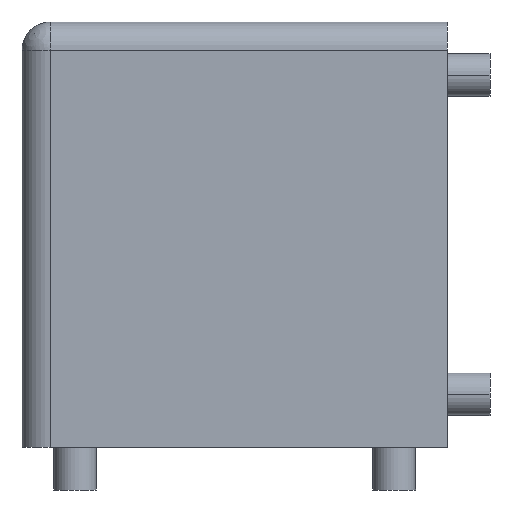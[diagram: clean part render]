
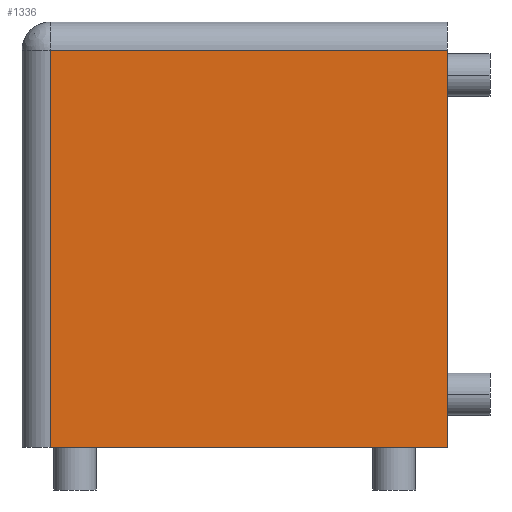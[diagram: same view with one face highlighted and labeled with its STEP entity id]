
A CAD part, front view. The second image highlights one B-rep face of the part: STEP entity #1336.
In plain terms, the highlighted planar face has unit normal (0, -1, 0).
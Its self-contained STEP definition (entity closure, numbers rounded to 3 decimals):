
#21 = CARTESIAN_POINT ( 'NONE',  ( 15., -15., 28. ) ) ;
#31 = CARTESIAN_POINT ( 'NONE',  ( 15., -15., 0. ) ) ;
#64 = DIRECTION ( 'NONE',  ( 0., 0., 1. ) ) ;
#185 = LINE ( 'NONE', #1434, #1738 ) ;
#190 = PLANE ( 'NONE',  #805 ) ;
#211 = DIRECTION ( 'NONE',  ( 0., 0., -1. ) ) ;
#223 = ORIENTED_EDGE ( 'NONE', *, *, #1452, .F. ) ;
#228 = ORIENTED_EDGE ( 'NONE', *, *, #951, .F. ) ;
#235 = DIRECTION ( 'NONE',  ( -1., 0., 0. ) ) ;
#360 = EDGE_LOOP ( 'NONE', ( #223, #799, #1262, #228 ) ) ;
#361 = EDGE_CURVE ( 'NONE', #551, #1127, #1378, .T. ) ;
#551 = VERTEX_POINT ( 'NONE', #21 ) ;
#580 = CARTESIAN_POINT ( 'NONE',  ( 0., -15., 15. ) ) ;
#704 = DIRECTION ( 'NONE',  ( 0., 1., 0. ) ) ;
#753 = EDGE_CURVE ( 'NONE', #1127, #1701, #1347, .T. ) ;
#772 = CARTESIAN_POINT ( 'NONE',  ( 0., -15., 0. ) ) ;
#791 = LINE ( 'NONE', #1386, #834 ) ;
#799 = ORIENTED_EDGE ( 'NONE', *, *, #753, .F. ) ;
#805 = AXIS2_PLACEMENT_3D ( 'NONE', #580, #704, #1654 ) ;
#834 = VECTOR ( 'NONE', #1673, 1000. ) ;
#896 = CARTESIAN_POINT ( 'NONE',  ( 15., -15., 15. ) ) ;
#924 = VECTOR ( 'NONE', #235, 1000. ) ;
#951 = EDGE_CURVE ( 'NONE', #1371, #551, #791, .T. ) ;
#959 = CARTESIAN_POINT ( 'NONE',  ( -13., -15., 0. ) ) ;
#1127 = VERTEX_POINT ( 'NONE', #31 ) ;
#1252 = FACE_OUTER_BOUND ( 'NONE', #360, .T. ) ;
#1262 = ORIENTED_EDGE ( 'NONE', *, *, #361, .F. ) ;
#1336 = ADVANCED_FACE ( 'NONE', ( #1252 ), #190, .F. ) ;
#1347 = LINE ( 'NONE', #772, #924 ) ;
#1371 = VERTEX_POINT ( 'NONE', #1664 ) ;
#1378 = LINE ( 'NONE', #896, #1596 ) ;
#1386 = CARTESIAN_POINT ( 'NONE',  ( 0., -15., 28. ) ) ;
#1434 = CARTESIAN_POINT ( 'NONE',  ( -13., -15., 15. ) ) ;
#1452 = EDGE_CURVE ( 'NONE', #1701, #1371, #185, .T. ) ;
#1596 = VECTOR ( 'NONE', #211, 1000. ) ;
#1654 = DIRECTION ( 'NONE',  ( 0., 0., 1. ) ) ;
#1664 = CARTESIAN_POINT ( 'NONE',  ( -13., -15., 28. ) ) ;
#1673 = DIRECTION ( 'NONE',  ( 1., 0., 0. ) ) ;
#1701 = VERTEX_POINT ( 'NONE', #959 ) ;
#1738 = VECTOR ( 'NONE', #64, 1000. ) ;
